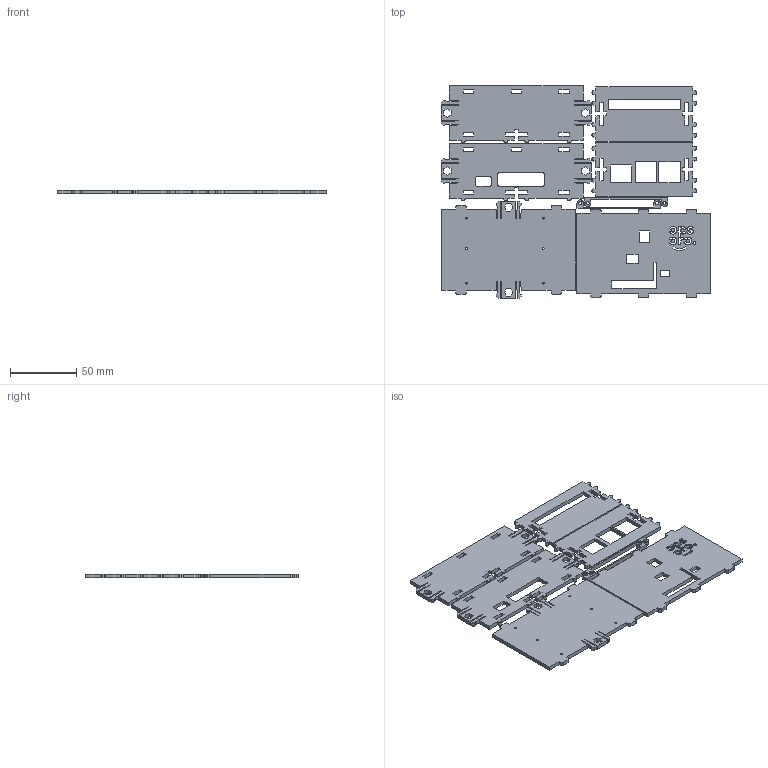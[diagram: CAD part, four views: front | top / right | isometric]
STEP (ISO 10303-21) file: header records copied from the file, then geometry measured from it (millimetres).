
FILE_DESCRIPTION(/* description */ (''),/* implementation_level */ '2;1');
FILE_NAME(/* name */ 'heart_3D_flat',/* time_stamp */ '2017-04-21T15:13:28+02:00',/* author */ (''),/* organization */ (''),/* preprocessor_version */ 'ST-DEVELOPER v15',/* originating_system */ '',/* authorisation */ '');
FILE_SCHEMA (('AUTOMOTIVE_DESIGN'));
Length unit declared in the file: millimetre
Products named in the file (1): Document
Bounding box: 203 x 160.25 x 3 mm (x, y, z)
Volume: 74167.4 mm3; surface area: 61861.5 mm2
Topology: 8 solids, 8 shells, 624 faces, 1832 edges, 1220 vertices
Faces by surface type: bspline 422, plane 202
Entity records: 21335 total; most frequent: CARTESIAN_POINT 11136, ORIENTED_EDGE 3648, EDGE_CURVE 1824, VERTEX_POINT 1216, EDGE_LOOP 712, B_SPLINE_CURVE_WITH_KNOTS 699, ADVANCED_FACE 624, FACE_OUTER_BOUND 624
